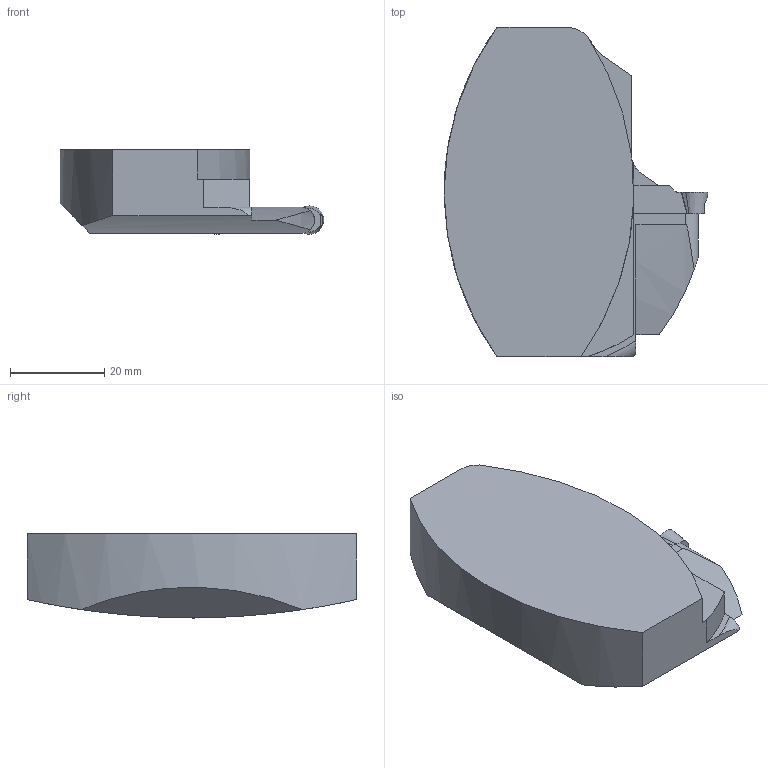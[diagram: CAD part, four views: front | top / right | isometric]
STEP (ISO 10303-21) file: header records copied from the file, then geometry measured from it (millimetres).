
FILE_DESCRIPTION(/* description */ (''),/* implementation_level */ '2;1');
FILE_NAME(/* name */ '1662702717296.stp',/* time_stamp */ '2022-09-09T07:52:03+02:00',/* author */ (''),/* organization */ ('SMS'),/* preprocessor_version */ 'ST-DEVELOPER v16.7',/* originating_system */ 'SIEMENS PLM Software NX 12.0',/* authorisation */ '');
FILE_SCHEMA (('AUTOMOTIVE_DESIGN { 1 0 10303 214 3 1 1 1 }'));
Length unit declared in the file: millimetre
Products named in the file (4): 204179003nuc000_00; ASSEMBLY_CONSTRUCTION; 204305596mod000_00; 204305597mod000_00
Assembly tree (3 placements, depth 2):
  204305597mod000_00
    204305596mod000_00
    ASSEMBLY_CONSTRUCTION
    204179003nuc000_00
Bounding box: 56.1 x 70 x 18.02 mm (x, y, z)
Volume: 40428.4 mm3; surface area: 9817.4 mm2
Topology: 2 solids, 3 shells, 67 faces, 199 edges, 145 vertices
Faces by surface type: plane 27, cylinder 19, bspline 17, cone 3, torus 1
Full cylindrical faces by diameter (mm): 11.8 x1
Entity records: 4127 total; most frequent: CARTESIAN_POINT 2359, ORIENTED_EDGE 386, DIRECTION 261, EDGE_CURVE 193, VERTEX_POINT 134, AXIS2_PLACEMENT_3D 97, B_SPLINE_CURVE_WITH_KNOTS 86, EDGE_LOOP 68
